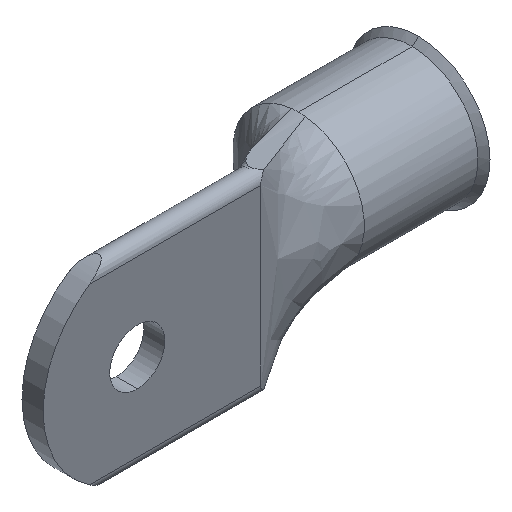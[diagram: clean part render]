
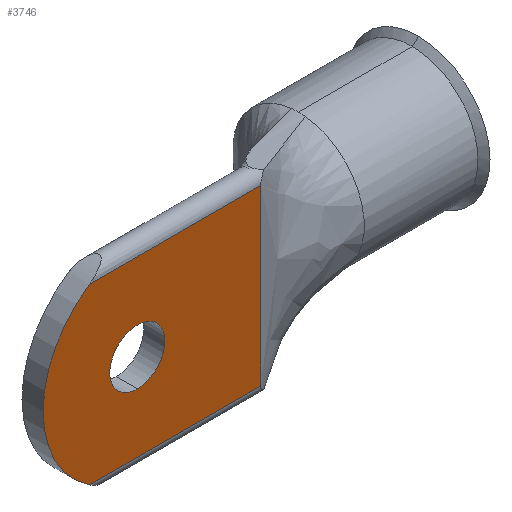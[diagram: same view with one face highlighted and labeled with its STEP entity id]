
A CAD part, isometric view. The second image highlights one B-rep face of the part: STEP entity #3746.
In plain terms, the highlighted planar face has unit normal (0, -1, 0).
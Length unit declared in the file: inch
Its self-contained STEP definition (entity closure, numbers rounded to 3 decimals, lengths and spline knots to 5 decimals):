
#222 = DIRECTION ( 'NONE',  ( 0., 0., -1. ) ) ;
#224 = DIRECTION ( 'NONE',  ( 0., -1., 0. ) ) ;
#248 = PLANE ( 'NONE',  #3133 ) ;
#257 = CARTESIAN_POINT ( 'NONE',  ( -0.09, -0.065, 0. ) ) ;
#388 = CARTESIAN_POINT ( 'NONE',  ( -0.09, -0.065, -0.17 ) ) ;
#628 = VECTOR ( 'NONE', #1310, 39.37008 ) ;
#692 = ORIENTED_EDGE ( 'NONE', *, *, #1561, .F. ) ;
#776 = DIRECTION ( 'NONE',  ( 0., -1., 0. ) ) ;
#941 = DIRECTION ( 'NONE',  ( 0., 0., 1. ) ) ;
#1128 = CIRCLE ( 'NONE', #4711, 0.17 ) ;
#1215 = CIRCLE ( 'NONE', #4792, 0.17 ) ;
#1266 = CARTESIAN_POINT ( 'NONE',  ( -0.02598, -0.065, -0.535 ) ) ;
#1287 = VECTOR ( 'NONE', #2016, 39.37008 ) ;
#1310 = DIRECTION ( 'NONE',  ( -1., 0., 0. ) ) ;
#1336 = CARTESIAN_POINT ( 'NONE',  ( 0.67, -0.065, 0. ) ) ;
#1398 = VERTEX_POINT ( 'NONE', #2631 ) ;
#1473 = FACE_OUTER_BOUND ( 'NONE', #3866, .T. ) ;
#1559 = LINE ( 'NONE', #1336, #1871 ) ;
#1561 = EDGE_CURVE ( 'NONE', #2066, #3650, #1215, .T. ) ;
#1659 = VERTEX_POINT ( 'NONE', #1817 ) ;
#1716 = EDGE_CURVE ( 'NONE', #1659, #1398, #4129, .T. ) ;
#1778 = FACE_BOUND ( 'NONE', #2042, .T. ) ;
#1789 = DIRECTION ( 'NONE',  ( 0., -1., 0. ) ) ;
#1817 = CARTESIAN_POINT ( 'NONE',  ( -0.3845, -0.065, 0.535 ) ) ;
#1871 = VECTOR ( 'NONE', #941, 39.37008 ) ;
#1970 = LINE ( 'NONE', #4385, #628 ) ;
#1993 = CARTESIAN_POINT ( 'NONE',  ( 0.67, -0.065, -0.535 ) ) ;
#2016 = DIRECTION ( 'NONE',  ( 1., 0., 0. ) ) ;
#2018 = ORIENTED_EDGE ( 'NONE', *, *, #2443, .F. ) ;
#2042 = EDGE_LOOP ( 'NONE', ( #692, #2018 ) ) ;
#2066 = VERTEX_POINT ( 'NONE', #4184 ) ;
#2200 = CARTESIAN_POINT ( 'NONE',  ( -0.09, -0.065, 0. ) ) ;
#2226 = CARTESIAN_POINT ( 'NONE',  ( -0.02598, -0.065, 0. ) ) ;
#2280 = ORIENTED_EDGE ( 'NONE', *, *, #3258, .T. ) ;
#2288 = CARTESIAN_POINT ( 'NONE',  ( -0.02598, -0.065, 0. ) ) ;
#2297 = AXIS2_PLACEMENT_3D ( 'NONE', #2288, #776, #4690 ) ;
#2443 = EDGE_CURVE ( 'NONE', #3650, #2066, #1128, .T. ) ;
#2631 = CARTESIAN_POINT ( 'NONE',  ( -0.3845, -0.065, -0.535 ) ) ;
#2840 = LINE ( 'NONE', #1266, #1287 ) ;
#2990 = DIRECTION ( 'NONE',  ( 0., 0., -1. ) ) ;
#3107 = ORIENTED_EDGE ( 'NONE', *, *, #3536, .T. ) ;
#3133 = AXIS2_PLACEMENT_3D ( 'NONE', #2226, #4629, #222 ) ;
#3258 = EDGE_CURVE ( 'NONE', #4706, #1659, #1970, .T. ) ;
#3536 = EDGE_CURVE ( 'NONE', #3651, #4706, #1559, .T. ) ;
#3577 = ORIENTED_EDGE ( 'NONE', *, *, #1716, .T. ) ;
#3650 = VERTEX_POINT ( 'NONE', #388 ) ;
#3651 = VERTEX_POINT ( 'NONE', #1993 ) ;
#3743 = CARTESIAN_POINT ( 'NONE',  ( 0.67, -0.065, 0.535 ) ) ;
#3746 = ADVANCED_FACE ( 'NONE', ( #1778, #1473 ), #248, .T. ) ;
#3866 = EDGE_LOOP ( 'NONE', ( #3577, #5161, #3107, #2280 ) ) ;
#4129 = CIRCLE ( 'NONE', #2297, 0.64402 ) ;
#4174 = DIRECTION ( 'NONE',  ( 0., 0., -1. ) ) ;
#4184 = CARTESIAN_POINT ( 'NONE',  ( -0.09, -0.065, 0.17 ) ) ;
#4304 = EDGE_CURVE ( 'NONE', #1398, #3651, #2840, .T. ) ;
#4385 = CARTESIAN_POINT ( 'NONE',  ( -0.3845, -0.065, 0.535 ) ) ;
#4629 = DIRECTION ( 'NONE',  ( 0., -1., 0. ) ) ;
#4690 = DIRECTION ( 'NONE',  ( 0., 0., -1. ) ) ;
#4706 = VERTEX_POINT ( 'NONE', #3743 ) ;
#4711 = AXIS2_PLACEMENT_3D ( 'NONE', #2200, #224, #2990 ) ;
#4792 = AXIS2_PLACEMENT_3D ( 'NONE', #257, #1789, #4174 ) ;
#5161 = ORIENTED_EDGE ( 'NONE', *, *, #4304, .T. ) ;
